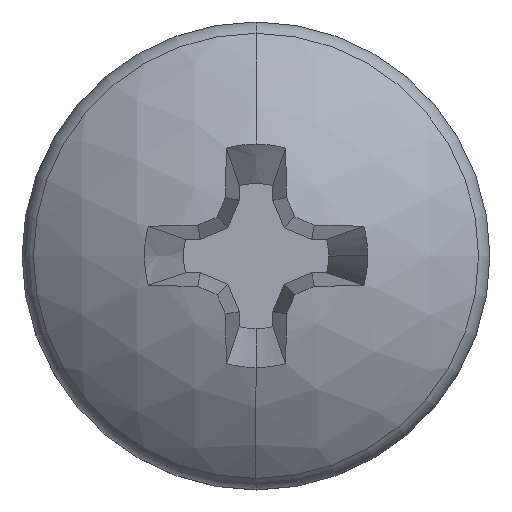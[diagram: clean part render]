
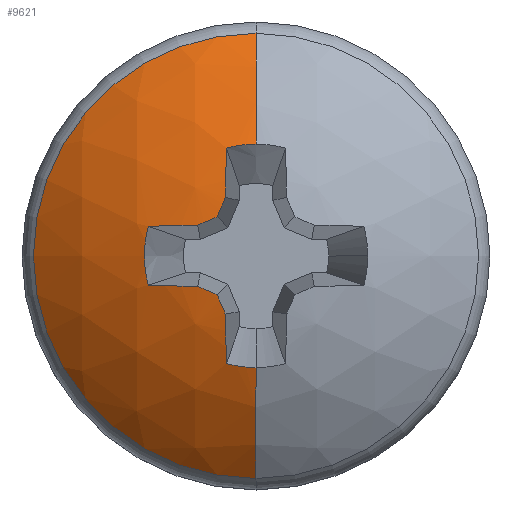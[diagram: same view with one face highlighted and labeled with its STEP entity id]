
A CAD part, top view. The second image highlights one B-rep face of the part: STEP entity #9621.
In plain terms, the highlighted spherical face has radius 4.225 mm.
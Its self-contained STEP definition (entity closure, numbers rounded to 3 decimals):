
#3 = VERTEX_POINT ( 'NONE', #13672 ) ;
#133 = VERTEX_POINT ( 'NONE', #13459 ) ;
#136 = VERTEX_POINT ( 'NONE', #13454 ) ;
#143 = VERTEX_POINT ( 'NONE', #13443 ) ;
#258 = VERTEX_POINT ( 'NONE', #13309 ) ;
#259 = VERTEX_POINT ( 'NONE', #13308 ) ;
#260 = VERTEX_POINT ( 'NONE', #13307 ) ;
#405 = VERTEX_POINT ( 'NONE', #13087 ) ;
#406 = VERTEX_POINT ( 'NONE', #13086 ) ;
#407 = VERTEX_POINT ( 'NONE', #13084 ) ;
#408 = VERTEX_POINT ( 'NONE', #13083 ) ;
#409 = VERTEX_POINT ( 'NONE', #13081 ) ;
#425 = EDGE_LOOP ( 'NONE', ( #2011, #2288, #2252, #1993, #2198, #2203, #2463, #2403, #2019, #2213, #2334, #2088, #2278, #2273 ) ) ;
#1961 = CARTESIAN_POINT ( 'NONE',  ( 0., 0., 26.39 ) ) ;
#1962 = DIRECTION ( 'NONE',  ( 0., 0., 1. ) ) ;
#1963 = DIRECTION ( 'NONE',  ( 0., -1., 0. ) ) ;
#1964 = CARTESIAN_POINT ( 'NONE',  ( 0., 0., 23.275 ) ) ;
#1965 = DIRECTION ( 'NONE',  ( -1., 0., 0. ) ) ;
#1966 = DIRECTION ( 'NONE',  ( 0., -1., 0. ) ) ;
#1967 = CARTESIAN_POINT ( 'NONE',  ( 0., 0., 27.25 ) ) ;
#1968 = DIRECTION ( 'NONE',  ( 0., 0., 1. ) ) ;
#1969 = DIRECTION ( 'NONE',  ( 0., 1., 0. ) ) ;
#1970 = CARTESIAN_POINT ( 'NONE',  ( -0.03, 0., 23.272 ) ) ;
#1971 = DIRECTION ( 'NONE',  ( 0.996, 0., 0.087 ) ) ;
#1972 = DIRECTION ( 'NONE',  ( 0.087, 0., -0.996 ) ) ;
#1973 = CARTESIAN_POINT ( 'NONE',  ( -0.263, -0.109, 23.25 ) ) ;
#1974 = DIRECTION ( 'NONE',  ( 0.92, 0.381, 0.087 ) ) ;
#1975 = DIRECTION ( 'NONE',  ( -0.383, 0.924, 0. ) ) ;
#1976 = CARTESIAN_POINT ( 'NONE',  ( -0.109, -0.263, 23.25 ) ) ;
#1977 = DIRECTION ( 'NONE',  ( 0.381, 0.92, 0.087 ) ) ;
#1978 = DIRECTION ( 'NONE',  ( -0.924, 0.383, 0. ) ) ;
#1979 = CARTESIAN_POINT ( 'NONE',  ( 0., -0.03, 23.272 ) ) ;
#1980 = DIRECTION ( 'NONE',  ( 0., 0.996, 0.087 ) ) ;
#1981 = DIRECTION ( 'NONE',  ( 0., -0.087, 0.996 ) ) ;
#1982 = CARTESIAN_POINT ( 'NONE',  ( 0., 0., 27.25 ) ) ;
#1983 = DIRECTION ( 'NONE',  ( 0., 0., 1. ) ) ;
#1984 = DIRECTION ( 'NONE',  ( -1., 0., 0. ) ) ;
#1985 = CARTESIAN_POINT ( 'NONE',  ( 0., 0.03, 23.272 ) ) ;
#1986 = DIRECTION ( 'NONE',  ( 0., -0.996, 0.087 ) ) ;
#1993 = ORIENTED_EDGE ( 'NONE', *, *, #8011, .F. ) ;
#2011 = ORIENTED_EDGE ( 'NONE', *, *, #8008, .T. ) ;
#2019 = ORIENTED_EDGE ( 'NONE', *, *, #8016, .F. ) ;
#2088 = ORIENTED_EDGE ( 'NONE', *, *, #8019, .F. ) ;
#2198 = ORIENTED_EDGE ( 'NONE', *, *, #8012, .F. ) ;
#2203 = ORIENTED_EDGE ( 'NONE', *, *, #8013, .F. ) ;
#2213 = ORIENTED_EDGE ( 'NONE', *, *, #8017, .F. ) ;
#2252 = ORIENTED_EDGE ( 'NONE', *, *, #8010, .F. ) ;
#2273 = ORIENTED_EDGE ( 'NONE', *, *, #8021, .F. ) ;
#2278 = ORIENTED_EDGE ( 'NONE', *, *, #8020, .F. ) ;
#2288 = ORIENTED_EDGE ( 'NONE', *, *, #8009, .T. ) ;
#2291 = DIRECTION ( 'NONE',  ( 0., -0.087, -0.996 ) ) ;
#2292 = CARTESIAN_POINT ( 'NONE',  ( -0.109, 0.263, 23.25 ) ) ;
#2294 = DIRECTION ( 'NONE',  ( 0.381, -0.92, 0.087 ) ) ;
#2296 = DIRECTION ( 'NONE',  ( 0.924, 0.383, 0. ) ) ;
#2300 = CARTESIAN_POINT ( 'NONE',  ( -0.263, 0.109, 23.25 ) ) ;
#2302 = DIRECTION ( 'NONE',  ( 0.92, -0.381, 0.087 ) ) ;
#2303 = DIRECTION ( 'NONE',  ( 0.383, 0.924, 0. ) ) ;
#2307 = CARTESIAN_POINT ( 'NONE',  ( -0.03, 0., 23.272 ) ) ;
#2309 = DIRECTION ( 'NONE',  ( 0.996, 0., 0.087 ) ) ;
#2311 = DIRECTION ( 'NONE',  ( 0.087, 0., -0.996 ) ) ;
#2314 = CARTESIAN_POINT ( 'NONE',  ( 0., 0., 27.25 ) ) ;
#2315 = DIRECTION ( 'NONE',  ( 0., 0., 1. ) ) ;
#2316 = DIRECTION ( 'NONE',  ( -1., 0., 0. ) ) ;
#2318 = CARTESIAN_POINT ( 'NONE',  ( 0., 0., 23.275 ) ) ;
#2319 = DIRECTION ( 'NONE',  ( 1., 0., 0. ) ) ;
#2320 = DIRECTION ( 'NONE',  ( 0., 0., -1. ) ) ;
#2334 = ORIENTED_EDGE ( 'NONE', *, *, #8018, .F. ) ;
#2403 = ORIENTED_EDGE ( 'NONE', *, *, #8015, .F. ) ;
#2463 = ORIENTED_EDGE ( 'NONE', *, *, #8014, .F. ) ;
#6085 = DIRECTION ( 'NONE',  ( -1., 0., 0. ) ) ;
#6086 = CARTESIAN_POINT ( 'NONE',  ( 0., 0., 23.275 ) ) ;
#6090 = DIRECTION ( 'NONE',  ( 0., 1., 0. ) ) ;
#7309 = VERTEX_POINT ( 'NONE', #13854 ) ;
#7311 = VERTEX_POINT ( 'NONE', #13815 ) ;
#8008 = EDGE_CURVE ( 'NONE', #136, #133, #8975, .T. ) ;
#8009 = EDGE_CURVE ( 'NONE', #133, #7311, #8974, .T. ) ;
#8010 = EDGE_CURVE ( 'NONE', #7309, #7311, #8977, .T. ) ;
#8011 = EDGE_CURVE ( 'NONE', #3, #7309, #8976, .T. ) ;
#8012 = EDGE_CURVE ( 'NONE', #259, #3, #8978, .T. ) ;
#8013 = EDGE_CURVE ( 'NONE', #143, #259, #8979, .T. ) ;
#8014 = EDGE_CURVE ( 'NONE', #260, #143, #8980, .T. ) ;
#8015 = EDGE_CURVE ( 'NONE', #258, #260, #8981, .T. ) ;
#8016 = EDGE_CURVE ( 'NONE', #409, #258, #8982, .T. ) ;
#8017 = EDGE_CURVE ( 'NONE', #408, #409, #8983, .T. ) ;
#8018 = EDGE_CURVE ( 'NONE', #405, #408, #8984, .T. ) ;
#8019 = EDGE_CURVE ( 'NONE', #406, #405, #8985, .T. ) ;
#8020 = EDGE_CURVE ( 'NONE', #407, #406, #8986, .T. ) ;
#8021 = EDGE_CURVE ( 'NONE', #136, #407, #8987, .T. ) ;
#8199 = AXIS2_PLACEMENT_3D ( 'NONE', #1961, #1962, #1963 ) ;
#8200 = AXIS2_PLACEMENT_3D ( 'NONE', #1964, #1965, #1966 ) ;
#8201 = AXIS2_PLACEMENT_3D ( 'NONE', #1967, #1968, #1969 ) ;
#8202 = AXIS2_PLACEMENT_3D ( 'NONE', #1970, #1971, #1972 ) ;
#8203 = AXIS2_PLACEMENT_3D ( 'NONE', #1973, #1974, #1975 ) ;
#8204 = AXIS2_PLACEMENT_3D ( 'NONE', #1976, #1977, #1978 ) ;
#8205 = AXIS2_PLACEMENT_3D ( 'NONE', #1979, #1980, #1981 ) ;
#8206 = AXIS2_PLACEMENT_3D ( 'NONE', #1982, #1983, #1984 ) ;
#8207 = AXIS2_PLACEMENT_3D ( 'NONE', #1985, #1986, #2291 ) ;
#8208 = AXIS2_PLACEMENT_3D ( 'NONE', #2292, #2294, #2296 ) ;
#8209 = AXIS2_PLACEMENT_3D ( 'NONE', #2300, #2302, #2303 ) ;
#8210 = AXIS2_PLACEMENT_3D ( 'NONE', #2307, #2309, #2311 ) ;
#8211 = AXIS2_PLACEMENT_3D ( 'NONE', #2314, #2315, #2316 ) ;
#8212 = AXIS2_PLACEMENT_3D ( 'NONE', #2318, #2319, #2320 ) ;
#8501 = SPHERICAL_SURFACE ( 'NONE', #14140, 4.225 ) ;
#8508 = FACE_OUTER_BOUND ( 'NONE', #425, .T. ) ;
#8974 = CIRCLE ( 'NONE', #8200, 4.225 ) ;
#8975 = CIRCLE ( 'NONE', #8199, 2.854 ) ;
#8976 = CIRCLE ( 'NONE', #8202, 4.225 ) ;
#8977 = CIRCLE ( 'NONE', #8201, 1.433 ) ;
#8978 = CIRCLE ( 'NONE', #8203, 4.215 ) ;
#8979 = CIRCLE ( 'NONE', #8204, 4.215 ) ;
#8980 = CIRCLE ( 'NONE', #8205, 4.225 ) ;
#8981 = CIRCLE ( 'NONE', #8206, 1.433 ) ;
#8982 = CIRCLE ( 'NONE', #8207, 4.225 ) ;
#8983 = CIRCLE ( 'NONE', #8208, 4.215 ) ;
#8984 = CIRCLE ( 'NONE', #8209, 4.215 ) ;
#8985 = CIRCLE ( 'NONE', #8210, 4.225 ) ;
#8986 = CIRCLE ( 'NONE', #8211, 1.433 ) ;
#8987 = CIRCLE ( 'NONE', #8212, 4.225 ) ;
#9621 = ADVANCED_FACE ( 'NONE', ( #8508 ), #8501, .T. ) ;
#13081 = CARTESIAN_POINT ( 'NONE',  ( -0.749, 0.393, 27.415 ) ) ;
#13083 = CARTESIAN_POINT ( 'NONE',  ( -0.499, 0.499, 27.441 ) ) ;
#13084 = CARTESIAN_POINT ( 'NONE',  ( 0., 1.433, 27.25 ) ) ;
#13086 = CARTESIAN_POINT ( 'NONE',  ( -0.378, 1.382, 27.25 ) ) ;
#13087 = CARTESIAN_POINT ( 'NONE',  ( -0.393, 0.749, 27.415 ) ) ;
#13307 = CARTESIAN_POINT ( 'NONE',  ( -1.382, -0.378, 27.25 ) ) ;
#13308 = CARTESIAN_POINT ( 'NONE',  ( -0.499, -0.499, 27.441 ) ) ;
#13309 = CARTESIAN_POINT ( 'NONE',  ( -1.382, 0.378, 27.25 ) ) ;
#13443 = CARTESIAN_POINT ( 'NONE',  ( -0.749, -0.393, 27.415 ) ) ;
#13454 = CARTESIAN_POINT ( 'NONE',  ( 0., 2.854, 26.39 ) ) ;
#13459 = CARTESIAN_POINT ( 'NONE',  ( 0., -2.854, 26.39 ) ) ;
#13672 = CARTESIAN_POINT ( 'NONE',  ( -0.393, -0.749, 27.415 ) ) ;
#13815 = CARTESIAN_POINT ( 'NONE',  ( 0., -1.433, 27.25 ) ) ;
#13854 = CARTESIAN_POINT ( 'NONE',  ( -0.378, -1.382, 27.25 ) ) ;
#14140 = AXIS2_PLACEMENT_3D ( 'NONE', #6086, #6085, #6090 ) ;
